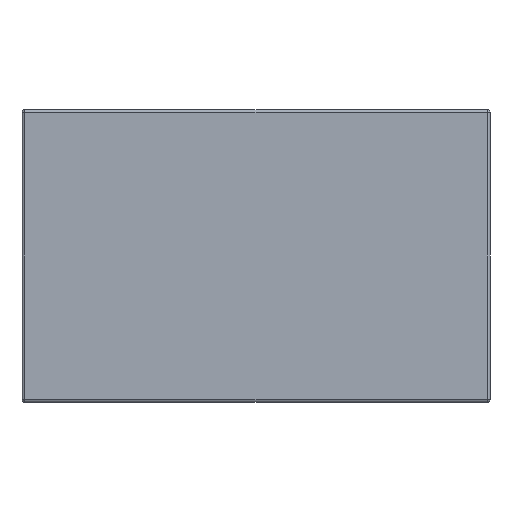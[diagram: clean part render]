
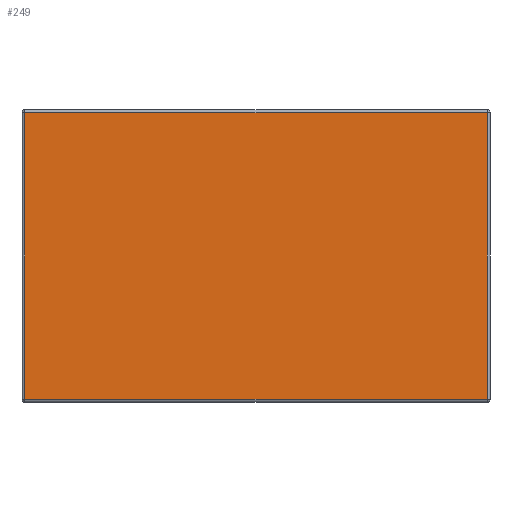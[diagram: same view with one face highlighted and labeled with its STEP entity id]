
A CAD part, front view. The second image highlights one B-rep face of the part: STEP entity #249.
In plain terms, the highlighted planar face has unit normal (0, -1, 0).
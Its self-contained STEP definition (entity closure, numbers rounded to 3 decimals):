
#125 = VERTEX_POINT ( 'NONE', #679 ) ;
#140 = ORIENTED_EDGE ( 'NONE', *, *, #705, .T. ) ;
#169 = CARTESIAN_POINT ( 'NONE',  ( -0.8, 0., 0.49 ) ) ;
#249 = ADVANCED_FACE ( 'NONE', ( #282 ), #604, .T. ) ;
#254 = CARTESIAN_POINT ( 'NONE',  ( 0.79, 0., 0.5 ) ) ;
#272 = VECTOR ( 'NONE', #515, 1000. ) ;
#282 = FACE_OUTER_BOUND ( 'NONE', #1182, .T. ) ;
#283 = VERTEX_POINT ( 'NONE', #396 ) ;
#362 = DIRECTION ( 'NONE',  ( 1., 0., 0. ) ) ;
#375 = EDGE_CURVE ( 'NONE', #721, #125, #898, .T. ) ;
#396 = CARTESIAN_POINT ( 'NONE',  ( -0.79, 0., 0.49 ) ) ;
#415 = DIRECTION ( 'NONE',  ( 0., 0., 1. ) ) ;
#435 = CARTESIAN_POINT ( 'NONE',  ( -0.79, 0., -0.5 ) ) ;
#509 = LINE ( 'NONE', #435, #272 ) ;
#515 = DIRECTION ( 'NONE',  ( 0., 0., -1. ) ) ;
#521 = DIRECTION ( 'NONE',  ( 0., 0., -1. ) ) ;
#523 = VECTOR ( 'NONE', #415, 1000. ) ;
#532 = CARTESIAN_POINT ( 'NONE',  ( 0., 0., 0. ) ) ;
#539 = DIRECTION ( 'NONE',  ( 0., -1., 0. ) ) ;
#604 = PLANE ( 'NONE',  #1210 ) ;
#664 = ORIENTED_EDGE ( 'NONE', *, *, #1204, .T. ) ;
#679 = CARTESIAN_POINT ( 'NONE',  ( 0.79, 0., 0.49 ) ) ;
#705 = EDGE_CURVE ( 'NONE', #982, #721, #1027, .T. ) ;
#721 = VERTEX_POINT ( 'NONE', #969 ) ;
#752 = EDGE_CURVE ( 'NONE', #125, #283, #965, .T. ) ;
#894 = ORIENTED_EDGE ( 'NONE', *, *, #375, .T. ) ;
#898 = LINE ( 'NONE', #254, #523 ) ;
#927 = CARTESIAN_POINT ( 'NONE',  ( 0.8, 0., -0.49 ) ) ;
#965 = LINE ( 'NONE', #169, #1191 ) ;
#969 = CARTESIAN_POINT ( 'NONE',  ( 0.79, 0., -0.49 ) ) ;
#982 = VERTEX_POINT ( 'NONE', #1222 ) ;
#1027 = LINE ( 'NONE', #927, #1177 ) ;
#1177 = VECTOR ( 'NONE', #362, 1000. ) ;
#1182 = EDGE_LOOP ( 'NONE', ( #664, #140, #894, #1250 ) ) ;
#1191 = VECTOR ( 'NONE', #1208, 1000. ) ;
#1204 = EDGE_CURVE ( 'NONE', #283, #982, #509, .T. ) ;
#1208 = DIRECTION ( 'NONE',  ( -1., 0., 0. ) ) ;
#1210 = AXIS2_PLACEMENT_3D ( 'NONE', #532, #539, #521 ) ;
#1222 = CARTESIAN_POINT ( 'NONE',  ( -0.79, 0., -0.49 ) ) ;
#1250 = ORIENTED_EDGE ( 'NONE', *, *, #752, .T. ) ;
